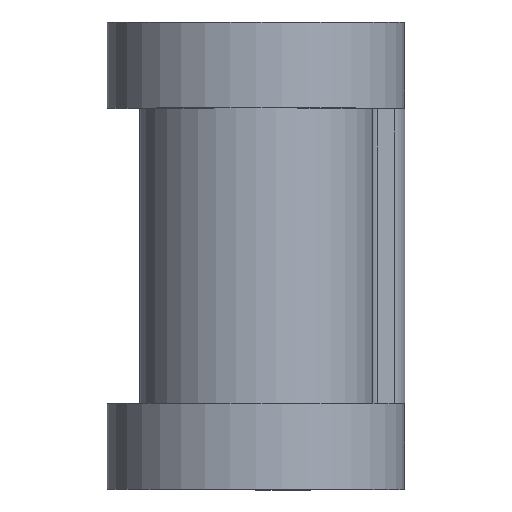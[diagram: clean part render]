
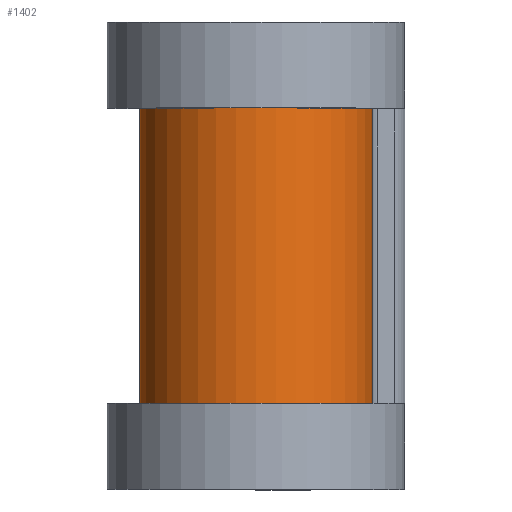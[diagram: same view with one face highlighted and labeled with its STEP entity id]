
A CAD part, top view. The second image highlights one B-rep face of the part: STEP entity #1402.
In plain terms, the highlighted cylindrical face has radius 5.512 mm (diameter 11.024 mm), a partial arc.
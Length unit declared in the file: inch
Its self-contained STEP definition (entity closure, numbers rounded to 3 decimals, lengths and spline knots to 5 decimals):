
#84 = CARTESIAN_POINT ( 'NONE',  ( -0.217, -0.275, 0.25 ) ) ;
#129 = DIRECTION ( 'NONE',  ( 0., -1., 0. ) ) ;
#265 = AXIS2_PLACEMENT_3D ( 'NONE', #1132, #129, #1289 ) ;
#299 = CYLINDRICAL_SURFACE ( 'NONE', #336, 0.217 ) ;
#309 = AXIS2_PLACEMENT_3D ( 'NONE', #461, #1609, #636 ) ;
#336 = AXIS2_PLACEMENT_3D ( 'NONE', #1702, #734, #910 ) ;
#401 = VERTEX_POINT ( 'NONE', #1491 ) ;
#444 = DIRECTION ( 'NONE',  ( 0., -1., 0. ) ) ;
#461 = CARTESIAN_POINT ( 'NONE',  ( 0., -0.275, 0.25 ) ) ;
#471 = CARTESIAN_POINT ( 'NONE',  ( 0.217, -0.275, 0.25 ) ) ;
#591 = CIRCLE ( 'NONE', #309, 0.217 ) ;
#628 = DIRECTION ( 'NONE',  ( 0., -1., 0. ) ) ;
#636 = DIRECTION ( 'NONE',  ( 0., 0., -1. ) ) ;
#734 = DIRECTION ( 'NONE',  ( 0., -1., 0. ) ) ;
#771 = ORIENTED_EDGE ( 'NONE', *, *, #1502, .F. ) ;
#906 = ORIENTED_EDGE ( 'NONE', *, *, #1518, .F. ) ;
#910 = DIRECTION ( 'NONE',  ( 0., 0., -1. ) ) ;
#925 = VERTEX_POINT ( 'NONE', #84 ) ;
#968 = ORIENTED_EDGE ( 'NONE', *, *, #1460, .T. ) ;
#1122 = VERTEX_POINT ( 'NONE', #471 ) ;
#1132 = CARTESIAN_POINT ( 'NONE',  ( 0., 0.275, 0.25 ) ) ;
#1139 = LINE ( 'NONE', #1879, #1523 ) ;
#1289 = DIRECTION ( 'NONE',  ( 0., 0., -1. ) ) ;
#1402 = ADVANCED_FACE ( 'NONE', ( #1611 ), #299, .T. ) ;
#1444 = CARTESIAN_POINT ( 'NONE',  ( 0.217, 0.375, 0.25 ) ) ;
#1445 = ORIENTED_EDGE ( 'NONE', *, *, #1513, .T. ) ;
#1460 = EDGE_CURVE ( 'NONE', #2004, #925, #1139, .T. ) ;
#1462 = CIRCLE ( 'NONE', #265, 0.217 ) ;
#1491 = CARTESIAN_POINT ( 'NONE',  ( 0.217, 0.275, 0.25 ) ) ;
#1502 = EDGE_CURVE ( 'NONE', #401, #1122, #1565, .T. ) ;
#1513 = EDGE_CURVE ( 'NONE', #401, #2004, #1462, .T. ) ;
#1518 = EDGE_CURVE ( 'NONE', #1122, #925, #591, .T. ) ;
#1523 = VECTOR ( 'NONE', #444, 39.37008 ) ;
#1565 = LINE ( 'NONE', #1444, #1845 ) ;
#1609 = DIRECTION ( 'NONE',  ( 0., -1., 0. ) ) ;
#1611 = FACE_OUTER_BOUND ( 'NONE', #1940, .T. ) ;
#1702 = CARTESIAN_POINT ( 'NONE',  ( 0., 0.375, 0.25 ) ) ;
#1751 = CARTESIAN_POINT ( 'NONE',  ( -0.217, 0.275, 0.25 ) ) ;
#1845 = VECTOR ( 'NONE', #628, 39.37008 ) ;
#1879 = CARTESIAN_POINT ( 'NONE',  ( -0.217, 0.375, 0.25 ) ) ;
#1940 = EDGE_LOOP ( 'NONE', ( #771, #1445, #968, #906 ) ) ;
#2004 = VERTEX_POINT ( 'NONE', #1751 ) ;
